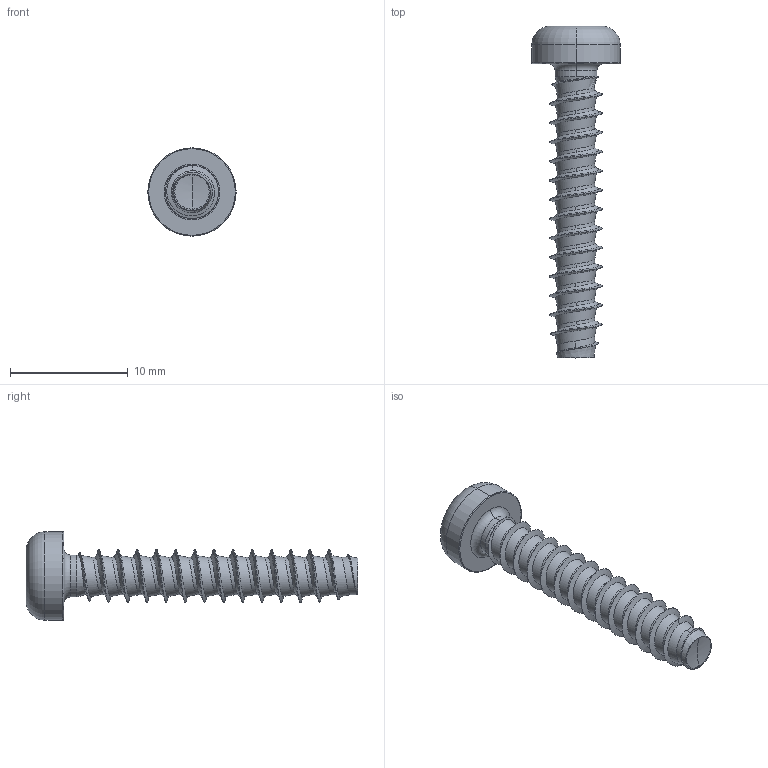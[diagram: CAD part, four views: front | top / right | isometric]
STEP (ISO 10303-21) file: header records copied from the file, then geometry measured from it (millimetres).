
FILE_DESCRIPTION (( 'STEP AP203' ), '1' );
FILE_NAME ('STP390450250.STEP', '2017-08-15T19:45:43', ( '' ), ( '' ), 'SwSTEP 2.0', 'SolidWorks 2015', '' );
FILE_SCHEMA (( 'CONFIG_CONTROL_DESIGN' ));
Length unit declared in the file: millimetre
Products named in the file (1): STP390450250
Bounding box: 7.5 x 28.19 x 7.5 mm (x, y, z)
Volume: 343.4 mm3; surface area: 573.6 mm2
Topology: 1 solids, 1 shells, 111 faces, 279 edges, 170 vertices
Faces by surface type: cylinder 54, bspline 35, cone 10, torus 6, sphere 4, plane 2
Entity records: 23598 total; most frequent: CARTESIAN_POINT 21292, ORIENTED_EDGE 554, DIRECTION 346, EDGE_CURVE 277, VERTEX_POINT 170, AXIS2_PLACEMENT_3D 139, B_SPLINE_CURVE_WITH_KNOTS 118, EDGE_LOOP 113
